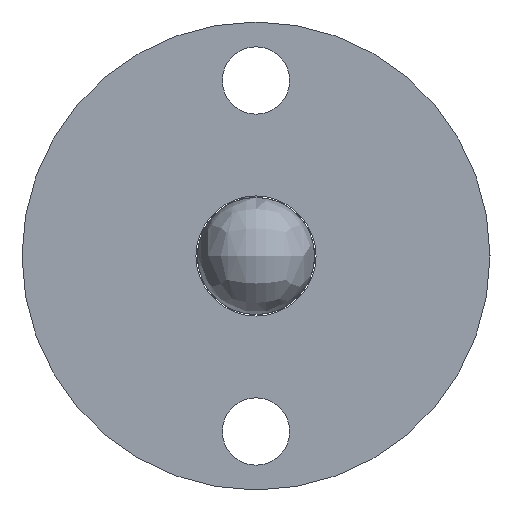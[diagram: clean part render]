
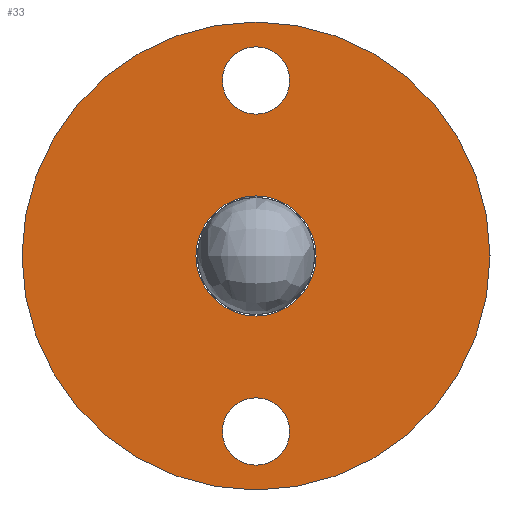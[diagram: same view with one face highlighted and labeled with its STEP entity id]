
A CAD part, left-side view. The second image highlights one B-rep face of the part: STEP entity #33.
In plain terms, the highlighted planar face has unit normal (-1, 0, 0).
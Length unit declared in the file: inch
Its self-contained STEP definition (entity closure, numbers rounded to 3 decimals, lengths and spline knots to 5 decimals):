
#4 = AXIS2_PLACEMENT_3D ( 'NONE', #1886, #435, #594 ) ;
#23 = DIRECTION ( 'NONE',  ( 0., 1., 0. ) ) ;
#33 = ADVANCED_FACE ( 'NONE', ( #1389, #2003, #1461, #106 ), #1727, .T. ) ;
#52 = CARTESIAN_POINT ( 'NONE',  ( 12., -0.072, -0.375 ) ) ;
#80 = EDGE_CURVE ( 'NONE', #1348, #1589, #559, .T. ) ;
#81 = CARTESIAN_POINT ( 'NONE',  ( 12., 0.072, 0.375 ) ) ;
#106 = FACE_OUTER_BOUND ( 'NONE', #1380, .T. ) ;
#131 = EDGE_CURVE ( 'NONE', #1589, #1348, #1313, .T. ) ;
#139 = CARTESIAN_POINT ( 'NONE',  ( 12., -0.5, 0. ) ) ;
#143 = VERTEX_POINT ( 'NONE', #139 ) ;
#146 = ORIENTED_EDGE ( 'NONE', *, *, #131, .T. ) ;
#152 = AXIS2_PLACEMENT_3D ( 'NONE', #1710, #1868, #1530 ) ;
#173 = EDGE_LOOP ( 'NONE', ( #146, #1370 ) ) ;
#191 = VERTEX_POINT ( 'NONE', #1128 ) ;
#193 = ORIENTED_EDGE ( 'NONE', *, *, #1385, .T. ) ;
#194 = EDGE_CURVE ( 'NONE', #1443, #1791, #408, .T. ) ;
#211 = CARTESIAN_POINT ( 'NONE',  ( 12., 0., 0.375 ) ) ;
#407 = DIRECTION ( 'NONE',  ( -1., 0., 0. ) ) ;
#408 = CIRCLE ( 'NONE', #536, 0.12825 ) ;
#435 = DIRECTION ( 'NONE',  ( -1., 0., 0. ) ) ;
#476 = CARTESIAN_POINT ( 'NONE',  ( 12., 0., 0.375 ) ) ;
#478 = CARTESIAN_POINT ( 'NONE',  ( 12., 0., -0.375 ) ) ;
#483 = DIRECTION ( 'NONE',  ( 0., 1., 0. ) ) ;
#498 = AXIS2_PLACEMENT_3D ( 'NONE', #781, #1102, #483 ) ;
#536 = AXIS2_PLACEMENT_3D ( 'NONE', #826, #817, #23 ) ;
#559 = CIRCLE ( 'NONE', #498, 0.072 ) ;
#594 = DIRECTION ( 'NONE',  ( 0., 1., 0. ) ) ;
#616 = ORIENTED_EDGE ( 'NONE', *, *, #1489, .T. ) ;
#621 = DIRECTION ( 'NONE',  ( -1., 0., 0. ) ) ;
#650 = DIRECTION ( 'NONE',  ( 0., 1., 0. ) ) ;
#709 = VERTEX_POINT ( 'NONE', #81 ) ;
#726 = AXIS2_PLACEMENT_3D ( 'NONE', #211, #1509, #993 ) ;
#781 = CARTESIAN_POINT ( 'NONE',  ( 12., 0., -0.375 ) ) ;
#803 = DIRECTION ( 'NONE',  ( 1., 0., 0. ) ) ;
#817 = DIRECTION ( 'NONE',  ( 1., 0., 0. ) ) ;
#826 = CARTESIAN_POINT ( 'NONE',  ( 12., 0., 0. ) ) ;
#852 = CARTESIAN_POINT ( 'NONE',  ( 12., 0.12825, 0. ) ) ;
#854 = CIRCLE ( 'NONE', #726, 0.072 ) ;
#855 = CARTESIAN_POINT ( 'NONE',  ( 12., -0.12825, 0. ) ) ;
#860 = AXIS2_PLACEMENT_3D ( 'NONE', #873, #407, #2021 ) ;
#873 = CARTESIAN_POINT ( 'NONE',  ( 12., 0., 0. ) ) ;
#907 = ORIENTED_EDGE ( 'NONE', *, *, #1565, .T. ) ;
#908 = EDGE_CURVE ( 'NONE', #2042, #709, #1807, .T. ) ;
#957 = ORIENTED_EDGE ( 'NONE', *, *, #1251, .T. ) ;
#972 = CIRCLE ( 'NONE', #152, 0.12825 ) ;
#993 = DIRECTION ( 'NONE',  ( 0., 1., 0. ) ) ;
#1069 = AXIS2_PLACEMENT_3D ( 'NONE', #478, #803, #650 ) ;
#1101 = CIRCLE ( 'NONE', #860, 0.5 ) ;
#1102 = DIRECTION ( 'NONE',  ( 1., 0., 0. ) ) ;
#1123 = CIRCLE ( 'NONE', #4, 0.5 ) ;
#1128 = CARTESIAN_POINT ( 'NONE',  ( 12., 0.5, 0. ) ) ;
#1132 = DIRECTION ( 'NONE',  ( 1., 0., 0. ) ) ;
#1163 = ORIENTED_EDGE ( 'NONE', *, *, #908, .T. ) ;
#1211 = EDGE_LOOP ( 'NONE', ( #616, #1713 ) ) ;
#1250 = CARTESIAN_POINT ( 'NONE',  ( 12., 0., 0. ) ) ;
#1251 = EDGE_CURVE ( 'NONE', #143, #191, #1101, .T. ) ;
#1271 = EDGE_LOOP ( 'NONE', ( #193, #1163 ) ) ;
#1302 = DIRECTION ( 'NONE',  ( 0., 1., 0. ) ) ;
#1313 = CIRCLE ( 'NONE', #1069, 0.072 ) ;
#1348 = VERTEX_POINT ( 'NONE', #52 ) ;
#1370 = ORIENTED_EDGE ( 'NONE', *, *, #80, .T. ) ;
#1380 = EDGE_LOOP ( 'NONE', ( #907, #957 ) ) ;
#1385 = EDGE_CURVE ( 'NONE', #709, #2042, #854, .T. ) ;
#1389 = FACE_BOUND ( 'NONE', #1211, .T. ) ;
#1443 = VERTEX_POINT ( 'NONE', #855 ) ;
#1461 = FACE_BOUND ( 'NONE', #173, .T. ) ;
#1465 = AXIS2_PLACEMENT_3D ( 'NONE', #1250, #621, #1595 ) ;
#1489 = EDGE_CURVE ( 'NONE', #1791, #1443, #972, .T. ) ;
#1509 = DIRECTION ( 'NONE',  ( 1., 0., 0. ) ) ;
#1530 = DIRECTION ( 'NONE',  ( 0., 1., 0. ) ) ;
#1565 = EDGE_CURVE ( 'NONE', #191, #143, #1123, .T. ) ;
#1589 = VERTEX_POINT ( 'NONE', #1738 ) ;
#1595 = DIRECTION ( 'NONE',  ( 0., -1., 0. ) ) ;
#1710 = CARTESIAN_POINT ( 'NONE',  ( 12., 0., 0. ) ) ;
#1713 = ORIENTED_EDGE ( 'NONE', *, *, #194, .T. ) ;
#1727 = PLANE ( 'NONE',  #1465 ) ;
#1738 = CARTESIAN_POINT ( 'NONE',  ( 12., 0.072, -0.375 ) ) ;
#1761 = AXIS2_PLACEMENT_3D ( 'NONE', #476, #1132, #1302 ) ;
#1791 = VERTEX_POINT ( 'NONE', #852 ) ;
#1807 = CIRCLE ( 'NONE', #1761, 0.072 ) ;
#1868 = DIRECTION ( 'NONE',  ( 1., 0., 0. ) ) ;
#1876 = CARTESIAN_POINT ( 'NONE',  ( 12., -0.072, 0.375 ) ) ;
#1886 = CARTESIAN_POINT ( 'NONE',  ( 12., 0., 0. ) ) ;
#2003 = FACE_BOUND ( 'NONE', #1271, .T. ) ;
#2021 = DIRECTION ( 'NONE',  ( 0., 1., 0. ) ) ;
#2042 = VERTEX_POINT ( 'NONE', #1876 ) ;
